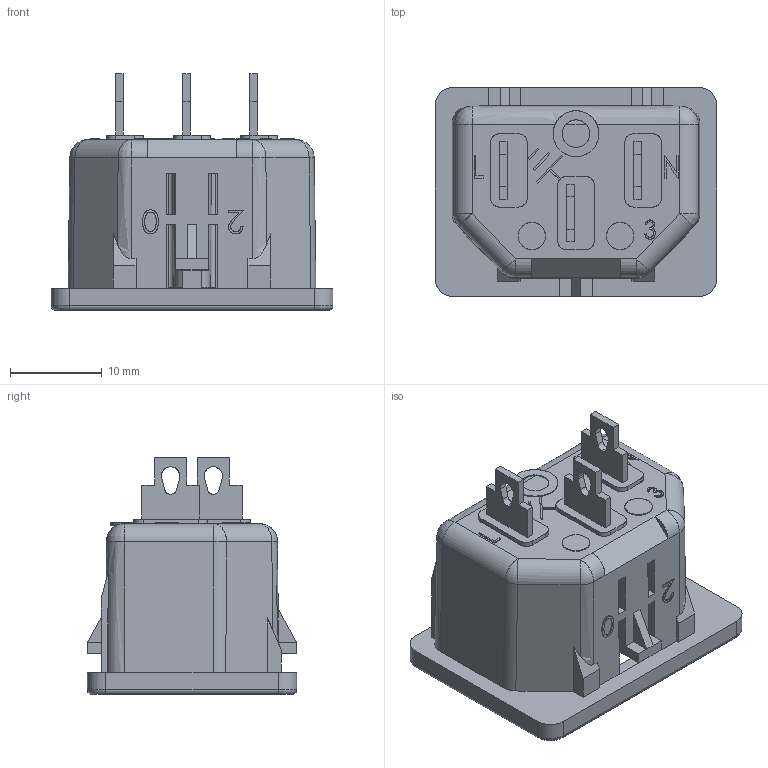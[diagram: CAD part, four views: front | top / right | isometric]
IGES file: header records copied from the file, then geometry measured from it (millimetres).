
Start section: SolidWorks IGES file using analytic representation for surfaces
Global section: file name: 83030270.IGS; native system: SolidWorks 2017; preprocessor: SolidWorks 2017; author: DGoodwin; date: 170711.204122; units: millimetre
Bounding box: 30.7 x 22.8 x 25.8 mm (x, y, z)
Surface area: 5050.9 mm2 (no closed solid volume)
Topology: 0 solids, 0 shells, 815 faces, 6909 edges, 6901 vertices
Faces by surface type: bspline 622, revolution 193
